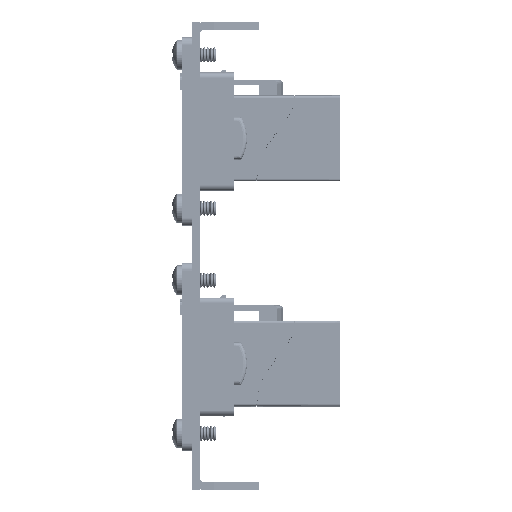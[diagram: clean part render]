
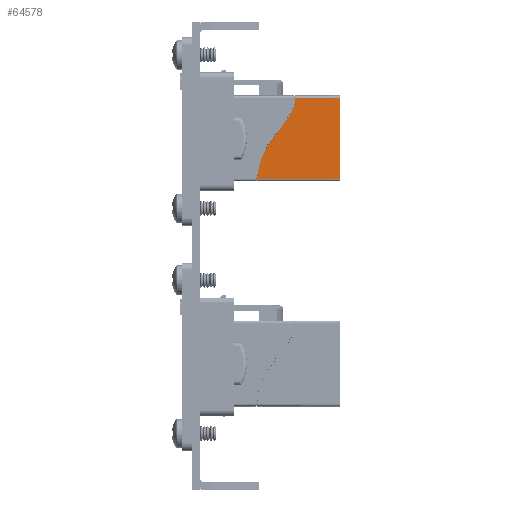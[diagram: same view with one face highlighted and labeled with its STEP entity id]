
A CAD part, left-side view. The second image highlights one B-rep face of the part: STEP entity #64578.
In plain terms, the highlighted planar face has unit normal (-1, 0, 0).
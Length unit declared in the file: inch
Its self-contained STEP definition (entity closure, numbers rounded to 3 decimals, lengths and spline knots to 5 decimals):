
#1257 = ORIENTED_EDGE ( 'NONE', *, *, #52874, .T. ) ;
#1725 = LINE ( 'NONE', #66330, #51794 ) ;
#6341 = CARTESIAN_POINT ( 'NONE',  ( -0.28937, -0.08552, 0.00727 ) ) ;
#6379 = ORIENTED_EDGE ( 'NONE', *, *, #54614, .T. ) ;
#7537 = DIRECTION ( 'NONE',  ( 0., 0., 1. ) ) ;
#10580 = LINE ( 'NONE', #55991, #23886 ) ;
#11017 = DIRECTION ( 'NONE',  ( 1., 0., 0. ) ) ;
#12435 = CARTESIAN_POINT ( 'NONE',  ( -0.28937, -0.41894, 0.29921 ) ) ;
#12834 = B_SPLINE_CURVE_WITH_KNOTS ( 'NONE', 3,
 ( #19227, #32034, #77924, #38895, #84497, #45469, #6341, #52043, #12909, #58558, #19503 ),
 .UNSPECIFIED., .F., .F.,
 ( 4, 1, 1, 1, 1, 1, 1, 1, 4 ),
 ( 0.02828, 0.0625, 0.125, 0.25, 0.375, 0.5, 0.625, 0.75, 0.97109 ),
 .UNSPECIFIED. ) ;
#12909 = CARTESIAN_POINT ( 'NONE',  ( -0.28937, 0.00993, -0.16603 ) ) ;
#19227 = CARTESIAN_POINT ( 'NONE',  ( -0.28937, -0.25126, 0.29921 ) ) ;
#19503 = CARTESIAN_POINT ( 'NONE',  ( -0.28937, 0.0308, -0.29921 ) ) ;
#23003 = EDGE_CURVE ( 'NONE', #72020, #42637, #1725, .T. ) ;
#23886 = VECTOR ( 'NONE', #43149, 39.37008 ) ;
#32034 = CARTESIAN_POINT ( 'NONE',  ( -0.28937, -0.2515, 0.29069 ) ) ;
#38895 = CARTESIAN_POINT ( 'NONE',  ( -0.28937, -0.23859, 0.21579 ) ) ;
#41375 = ORIENTED_EDGE ( 'NONE', *, *, #23003, .T. ) ;
#42637 = VERTEX_POINT ( 'NONE', #43943 ) ;
#43149 = DIRECTION ( 'NONE',  ( 0., -1., 0. ) ) ;
#43943 = CARTESIAN_POINT ( 'NONE',  ( -0.28937, -0.58661, 0.29921 ) ) ;
#44717 = FACE_OUTER_BOUND ( 'NONE', #76989, .T. ) ;
#44981 = DIRECTION ( 'NONE',  ( 0., 1., 0. ) ) ;
#45469 = CARTESIAN_POINT ( 'NONE',  ( -0.28937, -0.14183, 0.07751 ) ) ;
#49251 = CARTESIAN_POINT ( 'NONE',  ( -0.28937, -0.58661, -0.29921 ) ) ;
#50176 = CARTESIAN_POINT ( 'NONE',  ( -0.28937, 0.58661, -0.3189 ) ) ;
#51794 = VECTOR ( 'NONE', #7537, 39.37008 ) ;
#52043 = CARTESIAN_POINT ( 'NONE',  ( -0.28937, -0.03679, -0.06523 ) ) ;
#52382 = VERTEX_POINT ( 'NONE', #56089 ) ;
#52874 = EDGE_CURVE ( 'NONE', #59370, #72020, #10580, .T. ) ;
#54614 = EDGE_CURVE ( 'NONE', #42637, #52382, #64615, .T. ) ;
#55991 = CARTESIAN_POINT ( 'NONE',  ( -0.28937, -0.27791, -0.29921 ) ) ;
#56089 = CARTESIAN_POINT ( 'NONE',  ( -0.28937, -0.25126, 0.29921 ) ) ;
#56690 = DIRECTION ( 'NONE',  ( 0., 0., -1. ) ) ;
#58558 = CARTESIAN_POINT ( 'NONE',  ( -0.28937, 0.0275, -0.24721 ) ) ;
#59370 = VERTEX_POINT ( 'NONE', #66441 ) ;
#64578 = ADVANCED_FACE ( 'NONE', ( #44717 ), #76043, .F. ) ;
#64615 = LINE ( 'NONE', #12435, #81967 ) ;
#66330 = CARTESIAN_POINT ( 'NONE',  ( -0.28937, -0.58661, -0.3189 ) ) ;
#66441 = CARTESIAN_POINT ( 'NONE',  ( -0.28937, 0.0308, -0.29921 ) ) ;
#66935 = ORIENTED_EDGE ( 'NONE', *, *, #76326, .T. ) ;
#72020 = VERTEX_POINT ( 'NONE', #49251 ) ;
#76043 = PLANE ( 'NONE',  #80749 ) ;
#76326 = EDGE_CURVE ( 'NONE', #52382, #59370, #12834, .T. ) ;
#76989 = EDGE_LOOP ( 'NONE', ( #66935, #1257, #41375, #6379 ) ) ;
#77924 = CARTESIAN_POINT ( 'NONE',  ( -0.28937, -0.2506, 0.26662 ) ) ;
#80749 = AXIS2_PLACEMENT_3D ( 'NONE', #50176, #11017, #56690 ) ;
#81967 = VECTOR ( 'NONE', #44981, 39.37008 ) ;
#84497 = CARTESIAN_POINT ( 'NONE',  ( -0.28937, -0.20132, 0.14988 ) ) ;
